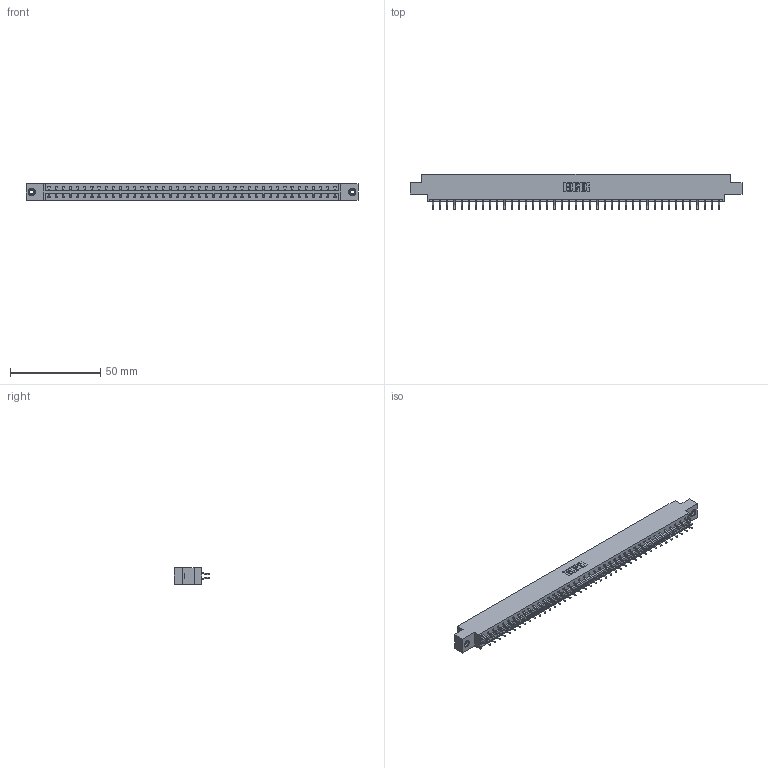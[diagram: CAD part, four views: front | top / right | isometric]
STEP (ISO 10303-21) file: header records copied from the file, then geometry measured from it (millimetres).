
FILE_DESCRIPTION (( 'STEP AP203' ), '1' );
FILE_NAME ('833-082-556-808.STEP', '2020-06-06T00:16:30', ( '' ), ( '' ), 'SwSTEP 2.0', 'SolidWorks 2020', '' );
FILE_SCHEMA (( 'CONFIG_CONTROL_DESIGN' ));
Length unit declared in the file: inch
Products named in the file (4): 345-250-001_345-250-003-102; 345-292-001_556 Tail; 833 Part_Offset - .156 Dia - TI; 833-082-556-808
Assembly tree (85 placements, depth 2):
  833-082-556-808
    833 Part_Offset - .156 Dia - TI
    345-292-001_556 Tail  x82
    345-250-001_345-250-003-102  x2
Bounding box: 184 x 19.57 x 9.4 mm (x, y, z)
Volume: 18538.2 mm3; surface area: 22067.7 mm2
Topology: 85 solids, 85 shells, 4934 faces, 14645 edges, 9646 vertices
Faces by surface type: plane 3386, cylinder 1532, cone 12, torus 4
Entity records: 28044 total; most frequent: CARTESIAN_POINT 4649, ORIENTED_EDGE 4566, DIRECTION 3993, EDGE_CURVE 2283, LINE 2127, VECTOR 2127, VERTEX_POINT 1516, AXIS2_PLACEMENT_3D 933
